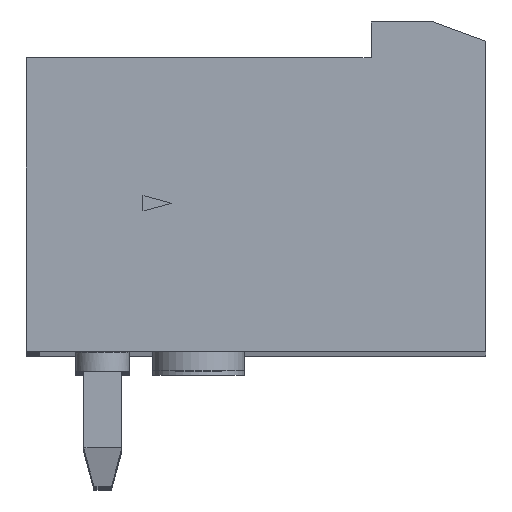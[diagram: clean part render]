
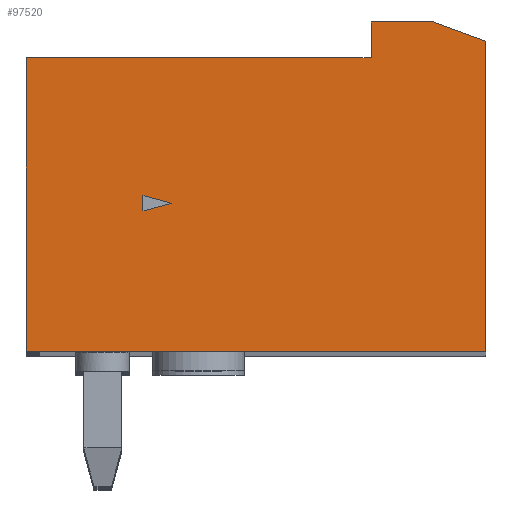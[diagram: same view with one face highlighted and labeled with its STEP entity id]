
A CAD part, top view. The second image highlights one B-rep face of the part: STEP entity #97520.
In plain terms, the highlighted planar face has unit normal (0, 0, 1).
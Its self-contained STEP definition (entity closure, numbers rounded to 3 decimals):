
#95570=CARTESIAN_POINT('',(39.677,0.,7.62));
#95580=DIRECTION('',(0.,-1.,0.));
#95590=VECTOR('',#95580,1.);
#95600=LINE('',#95570,#95590);
#95610=CARTESIAN_POINT('',(39.677,41.844,7.62));
#95620=VERTEX_POINT('',#95610);
#95630=CARTESIAN_POINT('',(39.677,41.442,7.62));
#95640=VERTEX_POINT('',#95630);
#95650=EDGE_CURVE('',#95620,#95640,#95600,.T.);
#96040=CARTESIAN_POINT('',(0.,52.475,7.62));
#96050=DIRECTION('',(-0.966,0.259,0.));
#96060=VECTOR('',#96050,1.);
#96070=LINE('',#96040,#96060);
#96080=CARTESIAN_POINT('',(40.427,41.643,7.62));
#96090=VERTEX_POINT('',#96080);
#96100=EDGE_CURVE('',#96090,#95620,#96070,.T.);
#96420=CARTESIAN_POINT('',(0.,30.81,7.62));
#96430=DIRECTION('',(0.966,0.259,0.));
#96440=VECTOR('',#96430,1.);
#96450=LINE('',#96420,#96440);
#96460=EDGE_CURVE('',#95640,#96090,#96450,.T.);
#96840=CARTESIAN_POINT('',(46.923,38.338,7.62));
#96850=DIRECTION('',(0.,0.,1.));
#96860=DIRECTION('',(1.,0.,0.));
#96870=AXIS2_PLACEMENT_3D('',#96840,#96850,#96860);
#96880=PLANE('',#96870);
#96890=ORIENTED_EDGE('',*,*,#95650,.F.);
#96900=ORIENTED_EDGE('',*,*,#96460,.F.);
#96910=ORIENTED_EDGE('',*,*,#96100,.F.);
#96920=EDGE_LOOP('',(#96910,#96900,#96890));
#96930=FACE_BOUND('',#96920,.T.);
#96940=CARTESIAN_POINT('',(0.,37.773,7.62));
#96950=DIRECTION('',(1.,0.,0.));
#96960=VECTOR('',#96950,1.);
#96970=LINE('',#96940,#96960);
#96980=CARTESIAN_POINT('',(36.627,37.773,7.62));
#96990=VERTEX_POINT('',#96980);
#97000=CARTESIAN_POINT('',(48.627,37.773,7.62));
#97010=VERTEX_POINT('',#97000);
#97020=EDGE_CURVE('',#96990,#97010,#96970,.T.);
#97030=ORIENTED_EDGE('',*,*,#97020,.T.);
#97040=CARTESIAN_POINT('',(36.627,0.,7.62));
#97050=DIRECTION('',(0.,1.,0.));
#97060=VECTOR('',#97050,1.);
#97070=LINE('',#97040,#97060);
#97080=CARTESIAN_POINT('',(36.627,45.443,7.62));
#97090=VERTEX_POINT('',#97080);
#97100=EDGE_CURVE('',#96990,#97090,#97070,.T.);
#97110=ORIENTED_EDGE('',*,*,#97100,.F.);
#97120=CARTESIAN_POINT('',(0.,45.443,7.62));
#97130=DIRECTION('',(-1.,0.,0.));
#97140=VECTOR('',#97130,1.);
#97150=LINE('',#97120,#97140);
#97160=CARTESIAN_POINT('',(45.627,45.443,7.62));
#97170=VERTEX_POINT('',#97160);
#97180=EDGE_CURVE('',#97170,#97090,#97150,.T.);
#97190=ORIENTED_EDGE('',*,*,#97180,.T.);
#97200=CARTESIAN_POINT('',(45.627,0.,7.62));
#97210=DIRECTION('',(0.,1.,0.));
#97220=VECTOR('',#97210,1.);
#97230=LINE('',#97200,#97220);
#97240=CARTESIAN_POINT('',(45.627,46.373,7.62));
#97250=VERTEX_POINT('',#97240);
#97260=EDGE_CURVE('',#97170,#97250,#97230,.T.);
#97270=ORIENTED_EDGE('',*,*,#97260,.F.);
#97280=CARTESIAN_POINT('',(0.,46.373,7.62));
#97290=DIRECTION('',(1.,0.,0.));
#97300=VECTOR('',#97290,1.);
#97310=LINE('',#97280,#97300);
#97320=CARTESIAN_POINT('',(47.253,46.373,7.62));
#97330=VERTEX_POINT('',#97320);
#97340=EDGE_CURVE('',#97250,#97330,#97310,.T.);
#97350=ORIENTED_EDGE('',*,*,#97340,.F.);
#97360=CARTESIAN_POINT('',(0.,63.571,7.62));
#97370=DIRECTION('',(0.94,-0.342,0.));
#97380=VECTOR('',#97370,1.);
#97390=LINE('',#97360,#97380);
#97400=CARTESIAN_POINT('',(48.627,45.873,7.62));
#97410=VERTEX_POINT('',#97400);
#97420=EDGE_CURVE('',#97330,#97410,#97390,.T.);
#97430=ORIENTED_EDGE('',*,*,#97420,.F.);
#97440=CARTESIAN_POINT('',(48.627,0.,7.62));
#97450=DIRECTION('',(0.,1.,0.));
#97460=VECTOR('',#97450,1.);
#97470=LINE('',#97440,#97460);
#97480=EDGE_CURVE('',#97010,#97410,#97470,.T.);
#97490=ORIENTED_EDGE('',*,*,#97480,.T.);
#97500=EDGE_LOOP('',(#97490,#97430,#97350,#97270,#97190,#97110,#97030));
#97510=FACE_OUTER_BOUND('',#97500,.T.);
#97520=ADVANCED_FACE('',(#96930,#97510),#96880,.T.);
